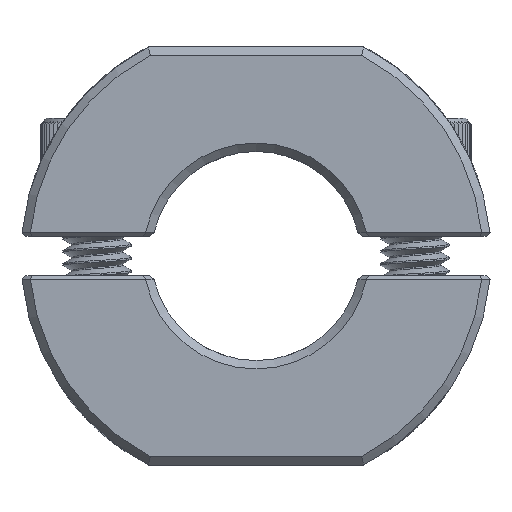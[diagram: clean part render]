
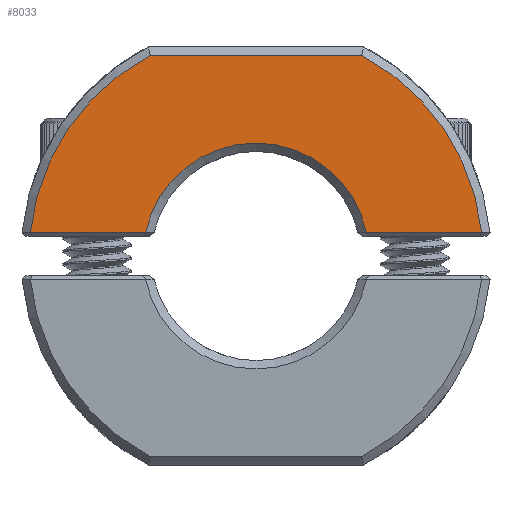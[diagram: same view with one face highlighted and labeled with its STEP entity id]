
A CAD part, left-side view. The second image highlights one B-rep face of the part: STEP entity #8033.
In plain terms, the highlighted planar face has unit normal (-1, 0, 0).
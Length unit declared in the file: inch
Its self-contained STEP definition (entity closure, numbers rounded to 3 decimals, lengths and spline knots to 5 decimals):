
#170=CIRCLE('',#8541,0.27);
#176=CIRCLE('',#8556,0.5425);
#177=CIRCLE('',#8557,0.5425);
#560=LINE('',#11233,#1046);
#592=LINE('',#11711,#1078);
#596=LINE('',#11783,#1082);
#1046=VECTOR('',#9205,0.3937);
#1078=VECTOR('',#9267,0.3937);
#1082=VECTOR('',#9277,0.3937);
#1536=PLANE('',#8555);
#1762=FACE_OUTER_BOUND('',#2264,.T.);
#2264=EDGE_LOOP('',(#5516,#5517,#5518,#5519,#5520,#5521));
#3276=VERTEX_POINT('',#11231);
#3277=VERTEX_POINT('',#11232);
#3280=VERTEX_POINT('',#11251);
#3348=VERTEX_POINT('',#11710);
#3354=VERTEX_POINT('',#11780);
#3355=VERTEX_POINT('',#11782);
#4092=EDGE_CURVE('',#3276,#3277,#560,.T.);
#4099=EDGE_CURVE('',#3280,#3276,#170,.T.);
#4175=EDGE_CURVE('',#3348,#3280,#592,.T.);
#4185=EDGE_CURVE('',#3354,#3348,#176,.T.);
#4186=EDGE_CURVE('',#3355,#3354,#596,.T.);
#4187=EDGE_CURVE('',#3277,#3355,#177,.T.);
#5516=ORIENTED_EDGE('',*,*,#4092,.F.);
#5517=ORIENTED_EDGE('',*,*,#4099,.F.);
#5518=ORIENTED_EDGE('',*,*,#4175,.F.);
#5519=ORIENTED_EDGE('',*,*,#4185,.F.);
#5520=ORIENTED_EDGE('',*,*,#4186,.F.);
#5521=ORIENTED_EDGE('',*,*,#4187,.F.);
#8033=ADVANCED_FACE('',(#1762),#1536,.F.);
#8541=AXIS2_PLACEMENT_3D('',#11255,#9211,#9212);
#8555=AXIS2_PLACEMENT_3D('',#11779,#9273,#9274);
#8556=AXIS2_PLACEMENT_3D('',#11781,#9275,#9276);
#8557=AXIS2_PLACEMENT_3D('',#11784,#9278,#9279);
#9205=DIRECTION('',(0.,1.,0.));
#9211=DIRECTION('center_axis',(-1.,0.,0.));
#9212=DIRECTION('ref_axis',(0.,1.,0.));
#9267=DIRECTION('',(0.,1.,0.));
#9273=DIRECTION('center_axis',(1.,0.,0.));
#9274=DIRECTION('ref_axis',(0.,1.,0.));
#9275=DIRECTION('center_axis',(1.,0.,0.));
#9276=DIRECTION('ref_axis',(0.,1.,0.));
#9277=DIRECTION('',(0.,-1.,0.));
#9278=DIRECTION('center_axis',(1.,0.,0.));
#9279=DIRECTION('ref_axis',(0.,1.,0.));
#11231=CARTESIAN_POINT('',(-0.406,0.26394,0.0569));
#11232=CARTESIAN_POINT('',(-0.406,0.53951,0.0569));
#11233=CARTESIAN_POINT('',(-0.406,-1.,0.0569));
#11251=CARTESIAN_POINT('',(-0.406,-0.26394,0.0569));
#11255=CARTESIAN_POINT('Origin',(-0.406,0.,0.));
#11710=CARTESIAN_POINT('',(-0.406,-0.53951,0.0569));
#11711=CARTESIAN_POINT('',(-0.406,-1.,0.0569));
#11779=CARTESIAN_POINT('Origin',(-0.406,0.,0.));
#11780=CARTESIAN_POINT('',(-0.406,-0.2528,0.48));
#11781=CARTESIAN_POINT('Origin',(-0.406,0.,0.));
#11782=CARTESIAN_POINT('',(-0.406,0.2528,0.48));
#11783=CARTESIAN_POINT('',(-0.406,1.,0.48));
#11784=CARTESIAN_POINT('Origin',(-0.406,0.,0.));
